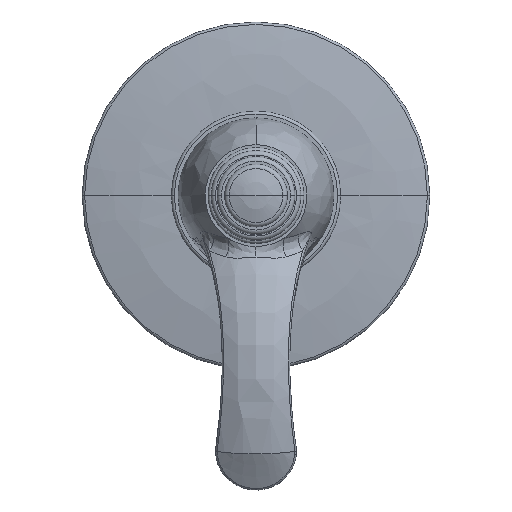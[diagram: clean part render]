
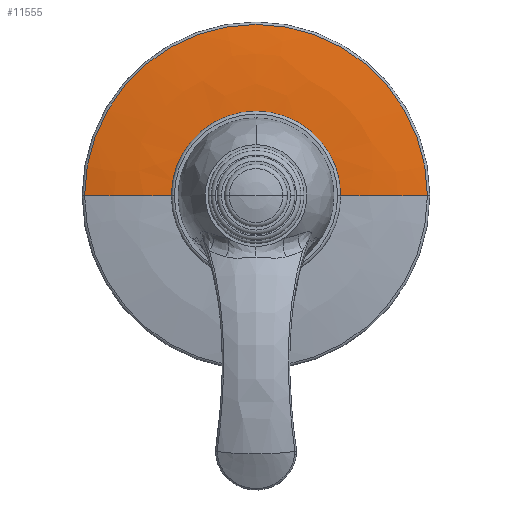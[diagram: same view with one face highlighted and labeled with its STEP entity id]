
A CAD part, top view. The second image highlights one B-rep face of the part: STEP entity #11555.
In plain terms, the highlighted free-form (B-spline) face has degree [3, 3] with [7, 4] control points.
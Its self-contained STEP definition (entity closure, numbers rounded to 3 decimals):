
#10739=CARTESIAN_POINT('',(28.144,0.,-154.));
#10740=DIRECTION('',(0.,-1.,0.));
#10741=DIRECTION('',(0.194,0.,0.981));
#10742=AXIS2_PLACEMENT_3D('',#10739,#10740,#10741);
#10749=CARTESIAN_POINT('',(-28.144,0.,-154.));
#10750=DIRECTION('',(0.,1.,0.));
#10751=DIRECTION('',(-0.194,0.,0.981));
#10752=AXIS2_PLACEMENT_3D('',#10749,#10750,#10751);
#10830=CARTESIAN_POINT('',(0.,0.,-4.001));
#10831=DIRECTION('',(0.,0.,-1.));
#10832=DIRECTION('',(-1.,0.,0.));
#10833=AXIS2_PLACEMENT_3D('',#10830,#10831,#10832);
#10835=CARTESIAN_POINT('',(0.,0.,-6.84));
#10836=DIRECTION('',(0.,0.,1.));
#10837=DIRECTION('',(1.,0.,0.));
#10838=AXIS2_PLACEMENT_3D('',#10835,#10836,#10837);
#10865=CARTESIAN_POINT('',(57.194,0.,-6.84));
#10866=CARTESIAN_POINT('',(-57.194,0.,
-6.84));
#10867=VERTEX_POINT('',#10865);
#10868=VERTEX_POINT('',#10866);
#10901=CARTESIAN_POINT('',(-27.5,0.,-4.001));
#10902=CARTESIAN_POINT('',(27.5,0.,-4.001));
#10903=VERTEX_POINT('',#10901);
#10904=VERTEX_POINT('',#10902);
#11519=CARTESIAN_POINT('',(-26.849,-1.689,
-4.005));
#11520=CARTESIAN_POINT('',(-37.205,-2.341,
-3.919));
#11521=CARTESIAN_POINT('',(-47.514,-2.989,
-4.907));
#11522=CARTESIAN_POINT('',(-57.666,-3.628,
-6.957));
#11523=CARTESIAN_POINT('',(-27.889,14.834,
-4.005));
#11524=CARTESIAN_POINT('',(-38.645,20.555,
-3.919));
#11525=CARTESIAN_POINT('',(-49.354,26.251,
-4.907));
#11526=CARTESIAN_POINT('',(-59.898,31.859,
-6.957));
#11527=CARTESIAN_POINT('',(-16.556,26.902,
-4.005));
#11528=CARTESIAN_POINT('',(-22.941,37.279,
-3.919));
#11529=CARTESIAN_POINT('',(-29.298,47.608,
-4.907));
#11530=CARTESIAN_POINT('',(-35.558,57.78,
-6.957));
#11531=CARTESIAN_POINT('',(0.,26.902,-4.005));
#11532=CARTESIAN_POINT('',(0.,37.279,-3.919));
#11533=CARTESIAN_POINT('',(0.,47.608,
-4.907));
#11534=CARTESIAN_POINT('',(0.,57.78,
-6.957));
#11535=CARTESIAN_POINT('',(16.556,26.902,
-4.005));
#11536=CARTESIAN_POINT('',(22.941,37.279,
-3.919));
#11537=CARTESIAN_POINT('',(29.298,47.608,
-4.907));
#11538=CARTESIAN_POINT('',(35.558,57.78,
-6.957));
#11539=CARTESIAN_POINT('',(27.889,14.834,
-4.005));
#11540=CARTESIAN_POINT('',(38.645,20.555,
-3.919));
#11541=CARTESIAN_POINT('',(49.354,26.251,
-4.907));
#11542=CARTESIAN_POINT('',(59.898,31.859,
-6.957));
#11543=CARTESIAN_POINT('',(26.849,-1.689,
-4.005));
#11544=CARTESIAN_POINT('',(37.205,-2.341,
-3.919));
#11545=CARTESIAN_POINT('',(47.514,-2.989,
-4.907));
#11546=CARTESIAN_POINT('',(57.666,-3.628,
-6.957));
#11547=(BOUNDED_SURFACE()B_SPLINE_SURFACE(3,3,((#11519,#11520,#11521,#11522),(
#11523,#11524,#11525,#11526),(#11527,#11528,#11529,#11530),(#11531,#11532,
#11533,#11534),(#11535,#11536,#11537,#11538),(#11539,#11540,#11541,#11542),(
#11543,#11544,#11545,#11546)),.UNSPECIFIED.,.F.,.F.,.F.)B_SPLINE_SURFACE_WITH_KNOTS((4,3,4),(4,4),(0.,1.,2.),(0.,1.),.UNSPECIFIED.)GEOMETRIC_REPRESENTATION_ITEM()RATIONAL_B_SPLINE_SURFACE(((1.19,1.186,
1.186,1.19),(0.94,0.937,
0.937,0.94),(0.94,0.937,
0.937,0.94),(1.19,1.186,
1.186,1.19),(0.94,0.937,
0.937,0.94),(0.94,0.937,
0.937,0.94),(1.19,1.186,
1.186,1.19)))REPRESENTATION_ITEM('')SURFACE());
#11548=ORIENTED_EDGE('',*,*,#11336,.F.);
#11549=ORIENTED_EDGE('',*,*,#11313,.F.);
#11551=ORIENTED_EDGE('',*,*,#11550,.F.);
#11552=ORIENTED_EDGE('',*,*,#11310,.T.);
#11553=EDGE_LOOP('',(#11548,#11549,#11551,#11552));
#11554=FACE_OUTER_BOUND('',#11553,.F.);
#11555=ADVANCED_FACE('',(#11554),#11547,.T.);
#10743=CIRCLE('',#10742,150.);
#10753=CIRCLE('',#10752,150.);
#10834=CIRCLE('',#10833,27.5);
#10839=CIRCLE('',#10838,57.194);
#11310=EDGE_CURVE('',#10867,#10904,#10743,.T.);
#11313=EDGE_CURVE('',#10868,#10903,#10753,.T.);
#11336=EDGE_CURVE('',#10903,#10904,#10834,.T.);
#11550=EDGE_CURVE('',#10867,#10868,#10839,.T.);
